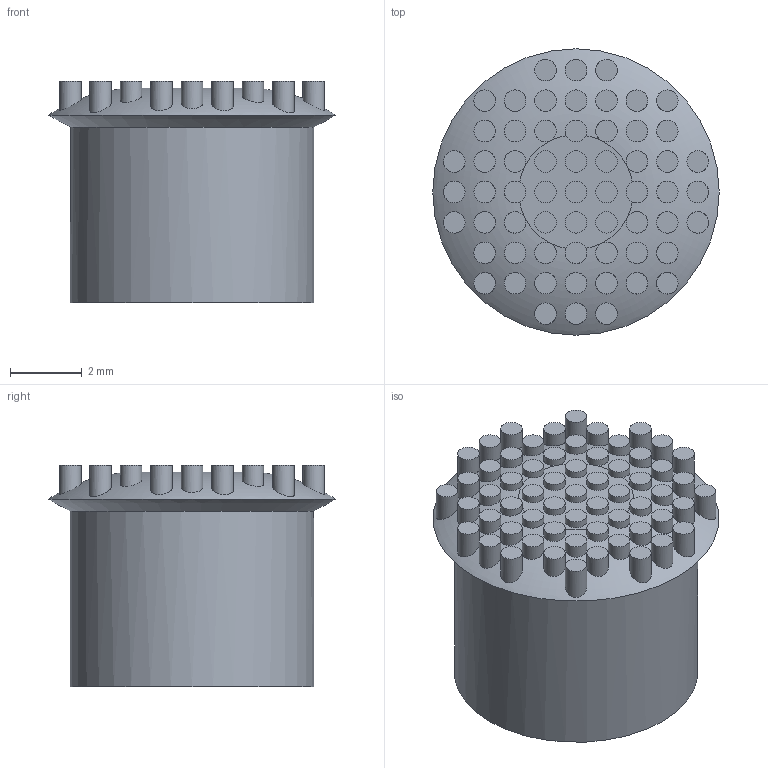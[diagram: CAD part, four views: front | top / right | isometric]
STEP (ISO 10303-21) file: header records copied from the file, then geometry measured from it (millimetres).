
FILE_DESCRIPTION(('Open CASCADE Model'),'2;1');
FILE_NAME('Open CASCADE Shape Model','2024-06-21T12:21:56',('Author'),( 'Open CASCADE'),'Open CASCADE STEP processor 7.7','Open CASCADE 7.7' ,'Unknown');
FILE_SCHEMA(('AUTOMOTIVE_DESIGN { 1 0 10303 214 1 1 1 1 }'));
Length unit declared in the file: millimetre
Products named in the file (2): =>[0:1:1:2]; COMPOUND
Assembly tree (1 placements, depth 2):
  =>[0:1:1:2]
    COMPOUND
Bounding box: 8 x 8 x 6.2 mm (x, y, z)
Volume: 196.9 mm3; surface area: 304.9 mm2
Topology: 1 solids, 1 shells, 132 faces, 217 edges, 143 vertices
Faces by surface type: plane 68, cylinder 62, revolution 2
Full cylindrical faces by diameter (mm): 0.6 x61, 6.8 x1
Entity records: 15755 total; most frequent: CARTESIAN_POINT 11143, DIRECTION 818, ORIENTED_EDGE 434, PCURVE 434, DEFINITIONAL_REPRESENTATION 434, LINE 312, VECTOR 312, AXIS2_PLACEMENT_3D 219
